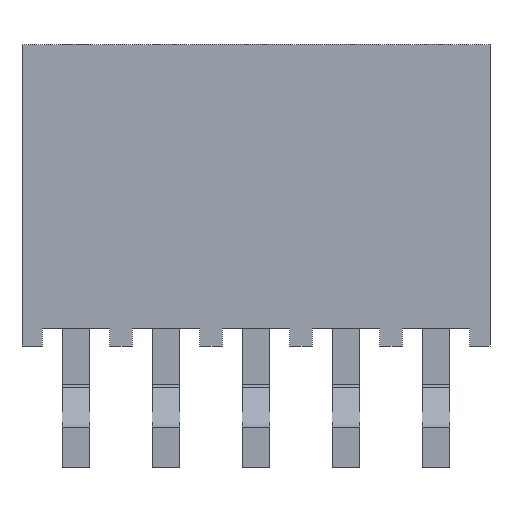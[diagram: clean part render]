
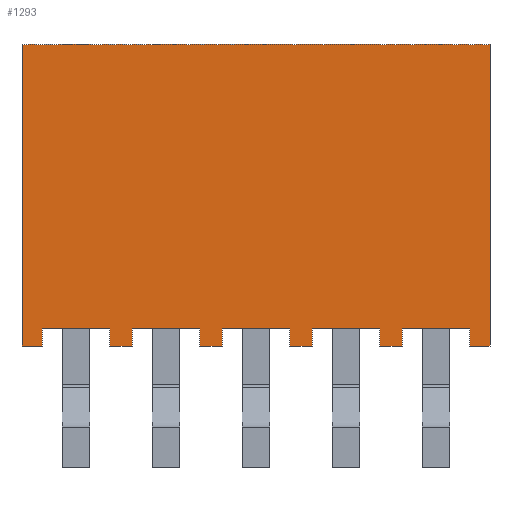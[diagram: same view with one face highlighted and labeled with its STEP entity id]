
A CAD part, front view. The second image highlights one B-rep face of the part: STEP entity #1293.
In plain terms, the highlighted planar face has unit normal (0, -1, 0).
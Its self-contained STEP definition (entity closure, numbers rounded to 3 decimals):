
#223 = VERTEX_POINT('',#224);
#224 = CARTESIAN_POINT('',(6.033,-1.207,0.));
#230 = EDGE_CURVE('',#223,#231,#233,.T.);
#231 = VERTEX_POINT('',#232);
#232 = CARTESIAN_POINT('',(6.033,-1.207,0.508));
#233 = LINE('',#234,#235);
#234 = CARTESIAN_POINT('',(6.033,-1.207,0.));
#235 = VECTOR('',#236,1.);
#236 = DIRECTION('',(0.,0.,1.));
#320 = EDGE_CURVE('',#231,#321,#323,.T.);
#321 = VERTEX_POINT('',#322);
#322 = CARTESIAN_POINT('',(4.128,-1.207,0.508));
#323 = LINE('',#324,#325);
#324 = CARTESIAN_POINT('',(6.033,-1.207,0.508));
#325 = VECTOR('',#326,1.);
#326 = DIRECTION('',(-1.,0.,0.));
#344 = EDGE_CURVE('',#321,#345,#347,.T.);
#345 = VERTEX_POINT('',#346);
#346 = CARTESIAN_POINT('',(4.128,-1.207,0.));
#347 = LINE('',#348,#349);
#348 = CARTESIAN_POINT('',(4.128,-1.207,0.508));
#349 = VECTOR('',#350,1.);
#350 = DIRECTION('',(0.,0.,-1.));
#367 = EDGE_CURVE('',#368,#345,#370,.T.);
#368 = VERTEX_POINT('',#369);
#369 = CARTESIAN_POINT('',(3.493,-1.207,0.));
#370 = LINE('',#371,#372);
#371 = CARTESIAN_POINT('',(-6.604,-1.207,0.));
#372 = VECTOR('',#373,1.);
#373 = DIRECTION('',(1.,0.,0.));
#392 = EDGE_CURVE('',#368,#393,#395,.T.);
#393 = VERTEX_POINT('',#394);
#394 = CARTESIAN_POINT('',(3.493,-1.207,0.508));
#395 = LINE('',#396,#397);
#396 = CARTESIAN_POINT('',(3.493,-1.207,0.));
#397 = VECTOR('',#398,1.);
#398 = DIRECTION('',(0.,0.,1.));
#482 = EDGE_CURVE('',#393,#483,#485,.T.);
#483 = VERTEX_POINT('',#484);
#484 = CARTESIAN_POINT('',(1.588,-1.207,0.508));
#485 = LINE('',#486,#487);
#486 = CARTESIAN_POINT('',(3.493,-1.207,0.508));
#487 = VECTOR('',#488,1.);
#488 = DIRECTION('',(-1.,0.,0.));
#506 = EDGE_CURVE('',#483,#507,#509,.T.);
#507 = VERTEX_POINT('',#508);
#508 = CARTESIAN_POINT('',(1.588,-1.207,0.));
#509 = LINE('',#510,#511);
#510 = CARTESIAN_POINT('',(1.588,-1.207,0.508));
#511 = VECTOR('',#512,1.);
#512 = DIRECTION('',(0.,0.,-1.));
#529 = EDGE_CURVE('',#530,#507,#532,.T.);
#530 = VERTEX_POINT('',#531);
#531 = CARTESIAN_POINT('',(0.953,-1.207,0.));
#532 = LINE('',#533,#534);
#533 = CARTESIAN_POINT('',(-6.604,-1.207,0.));
#534 = VECTOR('',#535,1.);
#535 = DIRECTION('',(1.,0.,0.));
#554 = EDGE_CURVE('',#530,#555,#557,.T.);
#555 = VERTEX_POINT('',#556);
#556 = CARTESIAN_POINT('',(0.953,-1.207,0.508));
#557 = LINE('',#558,#559);
#558 = CARTESIAN_POINT('',(0.953,-1.207,0.));
#559 = VECTOR('',#560,1.);
#560 = DIRECTION('',(0.,0.,1.));
#644 = EDGE_CURVE('',#555,#645,#647,.T.);
#645 = VERTEX_POINT('',#646);
#646 = CARTESIAN_POINT('',(-0.953,-1.207,0.508));
#647 = LINE('',#648,#649);
#648 = CARTESIAN_POINT('',(0.953,-1.207,0.508));
#649 = VECTOR('',#650,1.);
#650 = DIRECTION('',(-1.,0.,0.));
#668 = EDGE_CURVE('',#645,#669,#671,.T.);
#669 = VERTEX_POINT('',#670);
#670 = CARTESIAN_POINT('',(-0.953,-1.207,0.));
#671 = LINE('',#672,#673);
#672 = CARTESIAN_POINT('',(-0.953,-1.207,0.508));
#673 = VECTOR('',#674,1.);
#674 = DIRECTION('',(0.,0.,-1.));
#691 = EDGE_CURVE('',#692,#669,#694,.T.);
#692 = VERTEX_POINT('',#693);
#693 = CARTESIAN_POINT('',(-1.588,-1.207,0.));
#694 = LINE('',#695,#696);
#695 = CARTESIAN_POINT('',(-6.604,-1.207,0.));
#696 = VECTOR('',#697,1.);
#697 = DIRECTION('',(1.,0.,0.));
#716 = EDGE_CURVE('',#692,#717,#719,.T.);
#717 = VERTEX_POINT('',#718);
#718 = CARTESIAN_POINT('',(-1.588,-1.207,0.508));
#719 = LINE('',#720,#721);
#720 = CARTESIAN_POINT('',(-1.588,-1.207,0.));
#721 = VECTOR('',#722,1.);
#722 = DIRECTION('',(0.,0.,1.));
#806 = EDGE_CURVE('',#717,#807,#809,.T.);
#807 = VERTEX_POINT('',#808);
#808 = CARTESIAN_POINT('',(-3.493,-1.207,0.508));
#809 = LINE('',#810,#811);
#810 = CARTESIAN_POINT('',(-1.588,-1.207,0.508));
#811 = VECTOR('',#812,1.);
#812 = DIRECTION('',(-1.,0.,0.));
#830 = EDGE_CURVE('',#807,#831,#833,.T.);
#831 = VERTEX_POINT('',#832);
#832 = CARTESIAN_POINT('',(-3.493,-1.207,0.));
#833 = LINE('',#834,#835);
#834 = CARTESIAN_POINT('',(-3.493,-1.207,0.508));
#835 = VECTOR('',#836,1.);
#836 = DIRECTION('',(0.,0.,-1.));
#853 = EDGE_CURVE('',#854,#831,#856,.T.);
#854 = VERTEX_POINT('',#855);
#855 = CARTESIAN_POINT('',(-4.128,-1.207,0.));
#856 = LINE('',#857,#858);
#857 = CARTESIAN_POINT('',(-6.604,-1.207,0.));
#858 = VECTOR('',#859,1.);
#859 = DIRECTION('',(1.,0.,0.));
#878 = EDGE_CURVE('',#854,#879,#881,.T.);
#879 = VERTEX_POINT('',#880);
#880 = CARTESIAN_POINT('',(-4.128,-1.207,0.508));
#881 = LINE('',#882,#883);
#882 = CARTESIAN_POINT('',(-4.128,-1.207,0.));
#883 = VECTOR('',#884,1.);
#884 = DIRECTION('',(0.,0.,1.));
#968 = EDGE_CURVE('',#879,#969,#971,.T.);
#969 = VERTEX_POINT('',#970);
#970 = CARTESIAN_POINT('',(-6.033,-1.207,0.508));
#971 = LINE('',#972,#973);
#972 = CARTESIAN_POINT('',(-4.128,-1.207,0.508));
#973 = VECTOR('',#974,1.);
#974 = DIRECTION('',(-1.,0.,0.));
#992 = EDGE_CURVE('',#969,#993,#995,.T.);
#993 = VERTEX_POINT('',#994);
#994 = CARTESIAN_POINT('',(-6.033,-1.207,0.));
#995 = LINE('',#996,#997);
#996 = CARTESIAN_POINT('',(-6.033,-1.207,0.508));
#997 = VECTOR('',#998,1.);
#998 = DIRECTION('',(0.,0.,-1.));
#1015 = EDGE_CURVE('',#1016,#993,#1018,.T.);
#1016 = VERTEX_POINT('',#1017);
#1017 = CARTESIAN_POINT('',(-6.604,-1.207,0.));
#1018 = LINE('',#1019,#1020);
#1019 = CARTESIAN_POINT('',(-6.604,-1.207,0.));
#1020 = VECTOR('',#1021,1.);
#1021 = DIRECTION('',(1.,0.,0.));
#1039 = EDGE_CURVE('',#1040,#1016,#1042,.T.);
#1040 = VERTEX_POINT('',#1041);
#1041 = CARTESIAN_POINT('',(-6.604,-1.207,8.509));
#1042 = LINE('',#1043,#1044);
#1043 = CARTESIAN_POINT('',(-6.604,-1.207,8.509));
#1044 = VECTOR('',#1045,1.);
#1045 = DIRECTION('',(0.,0.,-1.));
#1234 = EDGE_CURVE('',#1040,#1235,#1237,.T.);
#1235 = VERTEX_POINT('',#1236);
#1236 = CARTESIAN_POINT('',(6.604,-1.207,8.509));
#1237 = LINE('',#1238,#1239);
#1238 = CARTESIAN_POINT('',(-6.604,-1.207,8.509));
#1239 = VECTOR('',#1240,1.);
#1240 = DIRECTION('',(1.,0.,0.));
#1257 = VERTEX_POINT('',#1258);
#1258 = CARTESIAN_POINT('',(6.604,-1.207,0.));
#1266 = EDGE_CURVE('',#1235,#1257,#1267,.T.);
#1267 = LINE('',#1268,#1269);
#1268 = CARTESIAN_POINT('',(6.604,-1.207,8.509));
#1269 = VECTOR('',#1270,1.);
#1270 = DIRECTION('',(0.,0.,-1.));
#1283 = EDGE_CURVE('',#223,#1257,#1284,.T.);
#1284 = LINE('',#1285,#1286);
#1285 = CARTESIAN_POINT('',(-6.604,-1.207,0.));
#1286 = VECTOR('',#1287,1.);
#1287 = DIRECTION('',(1.,0.,0.));
#1293 = ADVANCED_FACE('',(#1294),#1320,.F.);
#1294 = FACE_BOUND('',#1295,.T.);
#1295 = EDGE_LOOP('',(#1296,#1297,#1298,#1299,#1300,#1301,#1302,#1303,
    #1304,#1305,#1306,#1307,#1308,#1309,#1310,#1311,#1312,#1313,#1314,
    #1315,#1316,#1317,#1318,#1319));
#1296 = ORIENTED_EDGE('',*,*,#230,.F.);
#1297 = ORIENTED_EDGE('',*,*,#1283,.T.);
#1298 = ORIENTED_EDGE('',*,*,#1266,.F.);
#1299 = ORIENTED_EDGE('',*,*,#1234,.F.);
#1300 = ORIENTED_EDGE('',*,*,#1039,.T.);
#1301 = ORIENTED_EDGE('',*,*,#1015,.T.);
#1302 = ORIENTED_EDGE('',*,*,#992,.F.);
#1303 = ORIENTED_EDGE('',*,*,#968,.F.);
#1304 = ORIENTED_EDGE('',*,*,#878,.F.);
#1305 = ORIENTED_EDGE('',*,*,#853,.T.);
#1306 = ORIENTED_EDGE('',*,*,#830,.F.);
#1307 = ORIENTED_EDGE('',*,*,#806,.F.);
#1308 = ORIENTED_EDGE('',*,*,#716,.F.);
#1309 = ORIENTED_EDGE('',*,*,#691,.T.);
#1310 = ORIENTED_EDGE('',*,*,#668,.F.);
#1311 = ORIENTED_EDGE('',*,*,#644,.F.);
#1312 = ORIENTED_EDGE('',*,*,#554,.F.);
#1313 = ORIENTED_EDGE('',*,*,#529,.T.);
#1314 = ORIENTED_EDGE('',*,*,#506,.F.);
#1315 = ORIENTED_EDGE('',*,*,#482,.F.);
#1316 = ORIENTED_EDGE('',*,*,#392,.F.);
#1317 = ORIENTED_EDGE('',*,*,#367,.T.);
#1318 = ORIENTED_EDGE('',*,*,#344,.F.);
#1319 = ORIENTED_EDGE('',*,*,#320,.F.);
#1320 = PLANE('',#1321);
#1321 = AXIS2_PLACEMENT_3D('',#1322,#1323,#1324);
#1322 = CARTESIAN_POINT('',(-6.604,-1.207,8.509));
#1323 = DIRECTION('',(0.,1.,0.));
#1324 = DIRECTION('',(-1.,0.,0.));
